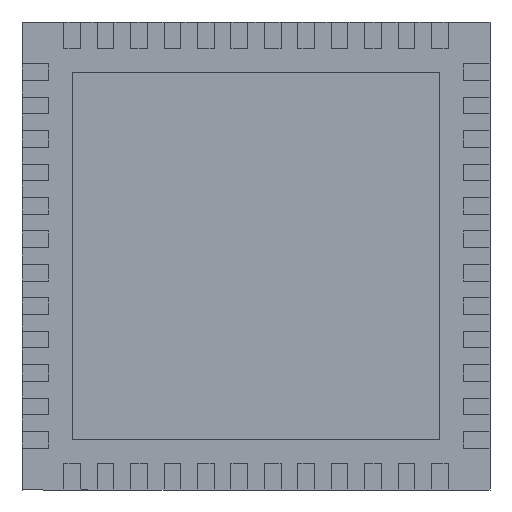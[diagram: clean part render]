
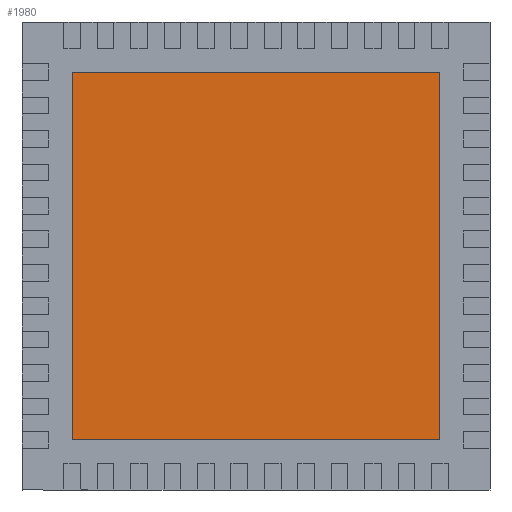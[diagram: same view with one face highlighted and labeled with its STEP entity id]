
A CAD part, front view. The second image highlights one B-rep face of the part: STEP entity #1980.
In plain terms, the highlighted planar face has unit normal (0, -1, 0).
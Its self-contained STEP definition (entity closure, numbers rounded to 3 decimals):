
#411 = VECTOR ( 'NONE', #5009, 1000. ) ;
#950 = CARTESIAN_POINT ( 'NONE',  ( 2.75, 0., -2.75 ) ) ;
#997 = DIRECTION ( 'NONE',  ( 0., 0., 1. ) ) ;
#1459 = ORIENTED_EDGE ( 'NONE', *, *, #12701, .T. ) ;
#1565 = VERTEX_POINT ( 'NONE', #13562 ) ;
#1918 = DIRECTION ( 'NONE',  ( 0., 0., -1. ) ) ;
#1980 = ADVANCED_FACE ( 'NONE', ( #9994 ), #6573, .T. ) ;
#2126 = DIRECTION ( 'NONE',  ( -1., 0., 0. ) ) ;
#2182 = EDGE_CURVE ( 'NONE', #10332, #1565, #10328, .T. ) ;
#2466 = ORIENTED_EDGE ( 'NONE', *, *, #2182, .T. ) ;
#2590 = VECTOR ( 'NONE', #997, 1000. ) ;
#2748 = DIRECTION ( 'NONE',  ( 0., 0., -1. ) ) ;
#3202 = LINE ( 'NONE', #6720, #8774 ) ;
#4573 = AXIS2_PLACEMENT_3D ( 'NONE', #8831, #9892, #1918 ) ;
#5009 = DIRECTION ( 'NONE',  ( 1., 0., 0. ) ) ;
#5074 = CARTESIAN_POINT ( 'NONE',  ( -2.75, 0., -2.75 ) ) ;
#5773 = EDGE_CURVE ( 'NONE', #1565, #12884, #3202, .T. ) ;
#6573 = PLANE ( 'NONE',  #4573 ) ;
#6720 = CARTESIAN_POINT ( 'NONE',  ( 2.75, 0., 2.75 ) ) ;
#7937 = ORIENTED_EDGE ( 'NONE', *, *, #5773, .T. ) ;
#8684 = EDGE_CURVE ( 'NONE', #9173, #10332, #11238, .T. ) ;
#8774 = VECTOR ( 'NONE', #2126, 1000. ) ;
#8831 = CARTESIAN_POINT ( 'NONE',  ( 0., 0., 0. ) ) ;
#9028 = CARTESIAN_POINT ( 'NONE',  ( -2.75, 0., 2.75 ) ) ;
#9092 = VECTOR ( 'NONE', #2748, 1000. ) ;
#9173 = VERTEX_POINT ( 'NONE', #9514 ) ;
#9514 = CARTESIAN_POINT ( 'NONE',  ( -2.75, 0., -2.75 ) ) ;
#9892 = DIRECTION ( 'NONE',  ( 0., -1., 0. ) ) ;
#9994 = FACE_OUTER_BOUND ( 'NONE', #14793, .T. ) ;
#10328 = LINE ( 'NONE', #950, #2590 ) ;
#10332 = VERTEX_POINT ( 'NONE', #13742 ) ;
#10541 = LINE ( 'NONE', #5074, #9092 ) ;
#11238 = LINE ( 'NONE', #14348, #411 ) ;
#12701 = EDGE_CURVE ( 'NONE', #12884, #9173, #10541, .T. ) ;
#12884 = VERTEX_POINT ( 'NONE', #9028 ) ;
#13562 = CARTESIAN_POINT ( 'NONE',  ( 2.75, 0., 2.75 ) ) ;
#13742 = CARTESIAN_POINT ( 'NONE',  ( 2.75, 0., -2.75 ) ) ;
#14348 = CARTESIAN_POINT ( 'NONE',  ( 2.75, 0., -2.75 ) ) ;
#14793 = EDGE_LOOP ( 'NONE', ( #1459, #14874, #2466, #7937 ) ) ;
#14874 = ORIENTED_EDGE ( 'NONE', *, *, #8684, .T. ) ;
